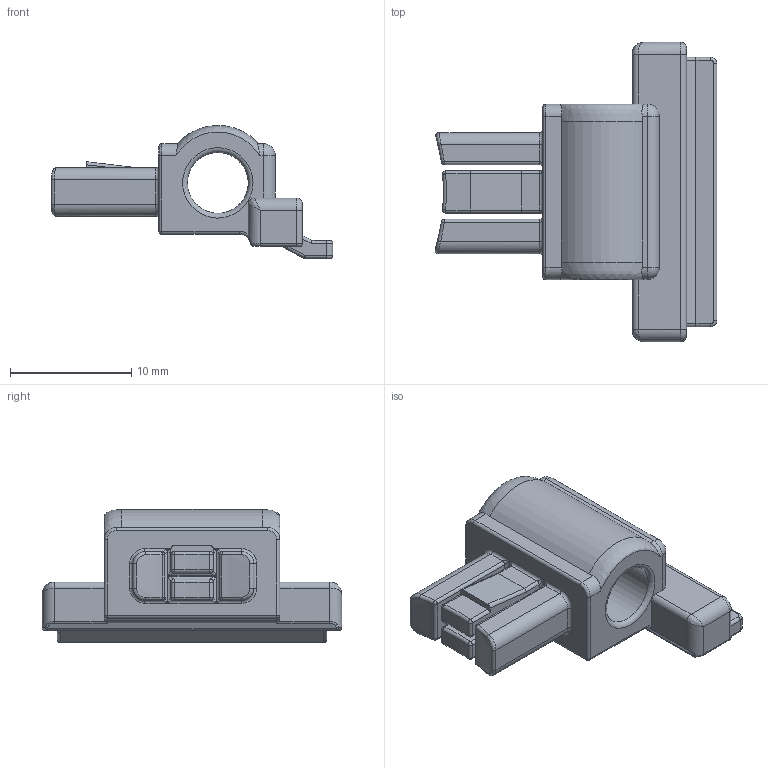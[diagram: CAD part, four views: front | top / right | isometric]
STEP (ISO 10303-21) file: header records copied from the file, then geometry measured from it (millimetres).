
FILE_DESCRIPTION(/* description */ (''),/* implementation_level */ '2;1');
FILE_NAME(/* name */ 'shockhawk_mount v6.step',/* time_stamp */ '2020-10-29T21:50:59-05:00',/* author */ (''),/* organization */ (''),/* preprocessor_version */ 'ST-DEVELOPER v18.1',/* originating_system */ 'Autodesk Translation Framework v9.3.0.1241',/* authorisation */ '');
FILE_SCHEMA (('AUTOMOTIVE_DESIGN { 1 0 10303 214 3 1 1 }'));
Length unit declared in the file: millimetre
Products named in the file (1): shock_lock_long
Bounding box: 23.27 x 24.75 x 11 mm (x, y, z)
Volume: 1576.8 mm3; surface area: 1597.1 mm2
Topology: 1 solids, 1 shells, 208 faces, 469 edges, 253 vertices
Faces by surface type: cylinder 94, plane 40, bspline 34, torus 20, sphere 20
Full cylindrical faces by diameter (mm): 5.017 x1
Entity records: 6445 total; most frequent: CARTESIAN_POINT 1896, DIRECTION 1002, ORIENTED_EDGE 910, EDGE_CURVE 455, AXIS2_PLACEMENT_3D 403, VERTEX_POINT 253, EDGE_LOOP 214, FACE_OUTER_BOUND 208
